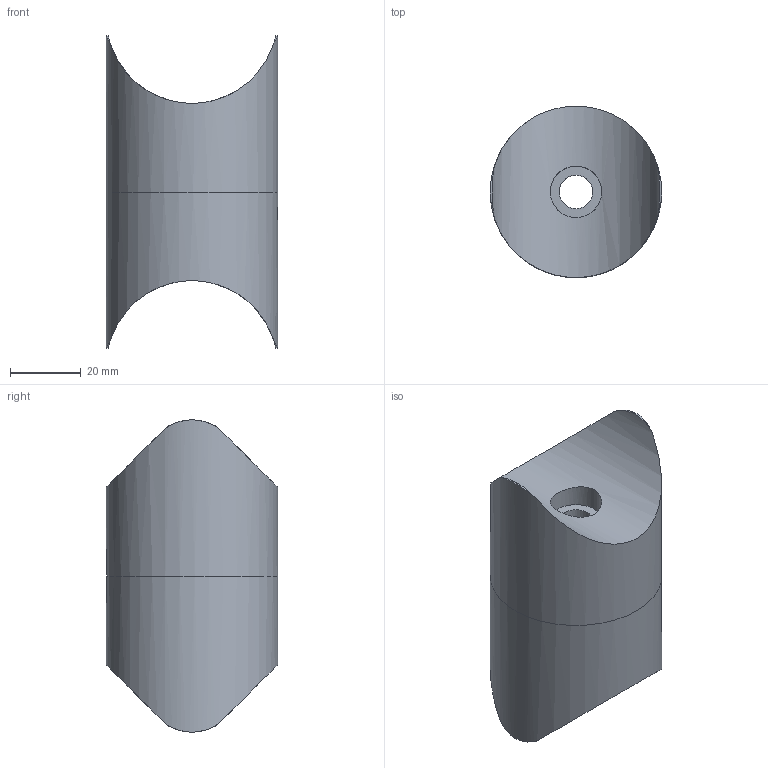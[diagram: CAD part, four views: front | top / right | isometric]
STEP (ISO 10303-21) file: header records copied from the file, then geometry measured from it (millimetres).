
FILE_DESCRIPTION (( 'STEP AP203' ), '1' );
FILE_NAME ('50459-240.STEP', '2022-07-12T07:39:28', ( '' ), ( '' ), 'SwSTEP 2.0', 'SolidWorks 2018', '' );
FILE_SCHEMA (( 'CONFIG_CONTROL_DESIGN' ));
Length unit declared in the file: millimetre
Products named in the file (4): 50459-240 Teil1_50459-240 Teil1; 50459-240 DIN913 M5x10_DIN913 M5x10; 50459-240 Teil2_50459-240 Teil2; 50459-240
Assembly tree (3 placements, depth 2):
  50459-240
    50459-240 Teil2_50459-240 Teil2
    50459-240 DIN913 M5x10_DIN913 M5x10
    50459-240 Teil1_50459-240 Teil1
Bounding box: 48.29 x 48.29 x 87.99 mm (x, y, z)
Volume: 98362.8 mm3; surface area: 21808.9 mm2
Topology: 3 solids, 3 shells, 267 faces, 685 edges, 456 vertices
Faces by surface type: plane 147, bspline 97, cylinder 19, cone 4
Full cylindrical faces by diameter (mm): 4.2 x1, 5 x1, 9.5 x2, 14.5 x2, 18.25 x1, 19.75 x1, 23.75 x2, 24 x1, 48.3 x2
Entity records: 14238 total; most frequent: CARTESIAN_POINT 8098, ORIENTED_EDGE 1326, DIRECTION 828, EDGE_CURVE 663, VERTEX_POINT 451, VECTOR 430, LINE 430, EDGE_LOOP 322
